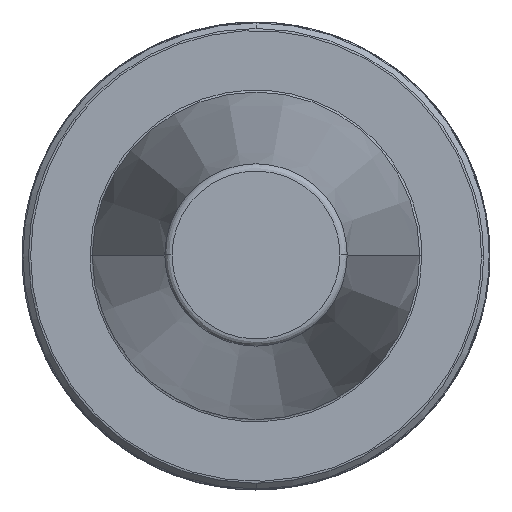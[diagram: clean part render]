
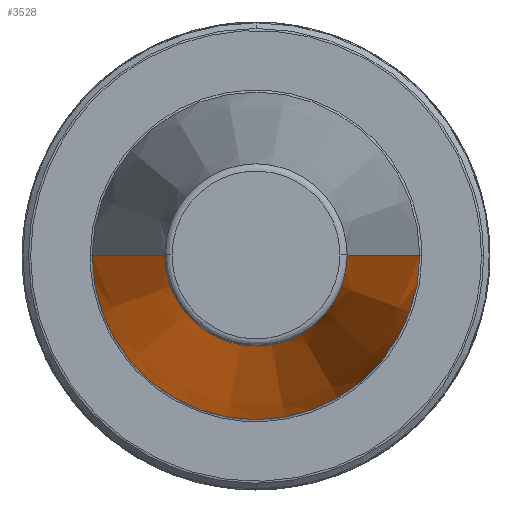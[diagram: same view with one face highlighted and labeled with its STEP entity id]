
A CAD part, top view. The second image highlights one B-rep face of the part: STEP entity #3528.
In plain terms, the highlighted conical face has half-angle 8.297 degrees and reference radius 22.225 mm.
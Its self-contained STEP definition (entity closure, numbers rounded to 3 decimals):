
#16 = CARTESIAN_POINT ( 'NONE',  ( -12.375, 0., 67.544 ) ) ;
#131 = CARTESIAN_POINT ( 'NONE',  ( -22.225, 0., 0. ) ) ;
#338 = VERTEX_POINT ( 'NONE', #1923 ) ;
#480 = LINE ( 'NONE', #1151, #1376 ) ;
#611 = AXIS2_PLACEMENT_3D ( 'NONE', #747, #742, #740 ) ;
#727 = EDGE_CURVE ( 'NONE', #4224, #338, #2608, .T. ) ;
#728 = ORIENTED_EDGE ( 'NONE', *, *, #850, .T. ) ;
#740 = DIRECTION ( 'NONE',  ( -1., 0., 0. ) ) ;
#742 = DIRECTION ( 'NONE',  ( 0., 0., -1. ) ) ;
#747 = CARTESIAN_POINT ( 'NONE',  ( 0., 0., 67.544 ) ) ;
#801 = VECTOR ( 'NONE', #1382, 1000. ) ;
#850 = EDGE_CURVE ( 'NONE', #3972, #4109, #480, .T. ) ;
#887 = EDGE_CURVE ( 'NONE', #338, #4109, #2504, .T. ) ;
#900 = CARTESIAN_POINT ( 'NONE',  ( 12.375, 0., 67.544 ) ) ;
#1058 = EDGE_CURVE ( 'NONE', #4224, #3972, #3760, .T. ) ;
#1094 = DIRECTION ( 'NONE',  ( 1., 0., 0. ) ) ;
#1101 = DIRECTION ( 'NONE',  ( 0., 0., -1. ) ) ;
#1105 = CARTESIAN_POINT ( 'NONE',  ( 0., 0., 0. ) ) ;
#1137 = DIRECTION ( 'NONE',  ( -0.144, 0., -0.99 ) ) ;
#1151 = CARTESIAN_POINT ( 'NONE',  ( -22.225, 0., 0. ) ) ;
#1376 = VECTOR ( 'NONE', #1137, 1000. ) ;
#1382 = DIRECTION ( 'NONE',  ( 0.144, 0., -0.99 ) ) ;
#1408 = CARTESIAN_POINT ( 'NONE',  ( 22.225, 0., 0. ) ) ;
#1793 = DIRECTION ( 'NONE',  ( -1., 0., 0. ) ) ;
#1923 = CARTESIAN_POINT ( 'NONE',  ( 22.225, 0., 0. ) ) ;
#2195 = CONICAL_SURFACE ( 'NONE', #3474, 22.225, 0.145 ) ;
#2307 = FACE_OUTER_BOUND ( 'NONE', #4062, .T. ) ;
#2504 = CIRCLE ( 'NONE', #2514, 22.225 ) ;
#2514 = AXIS2_PLACEMENT_3D ( 'NONE', #1105, #1101, #1094 ) ;
#2573 = ORIENTED_EDGE ( 'NONE', *, *, #727, .F. ) ;
#2608 = LINE ( 'NONE', #1408, #801 ) ;
#2857 = ORIENTED_EDGE ( 'NONE', *, *, #1058, .T. ) ;
#2863 = DIRECTION ( 'NONE',  ( 0., 0., -1. ) ) ;
#3474 = AXIS2_PLACEMENT_3D ( 'NONE', #4049, #2863, #1793 ) ;
#3528 = ADVANCED_FACE ( 'NONE', ( #2307 ), #2195, .T. ) ;
#3760 = CIRCLE ( 'NONE', #611, 12.375 ) ;
#3972 = VERTEX_POINT ( 'NONE', #16 ) ;
#4049 = CARTESIAN_POINT ( 'NONE',  ( 0., 0., 0. ) ) ;
#4062 = EDGE_LOOP ( 'NONE', ( #2573, #2857, #728, #4190 ) ) ;
#4109 = VERTEX_POINT ( 'NONE', #131 ) ;
#4190 = ORIENTED_EDGE ( 'NONE', *, *, #887, .F. ) ;
#4224 = VERTEX_POINT ( 'NONE', #900 ) ;
